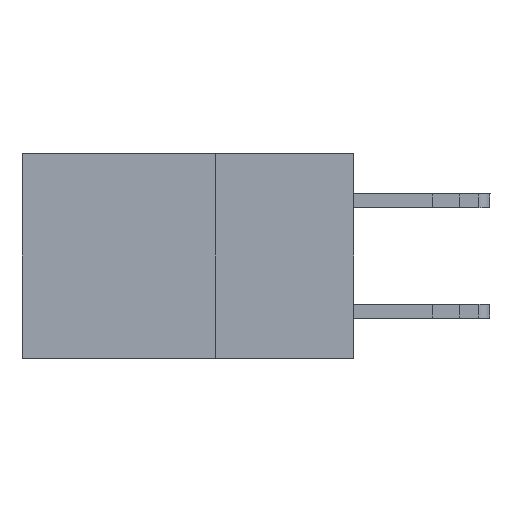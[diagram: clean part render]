
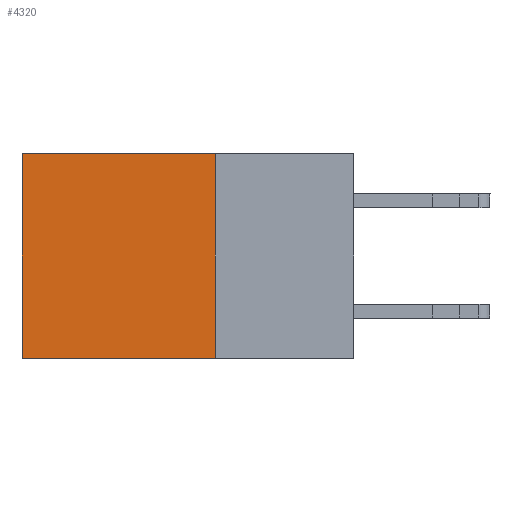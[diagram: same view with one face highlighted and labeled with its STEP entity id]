
A CAD part, left-side view. The second image highlights one B-rep face of the part: STEP entity #4320.
In plain terms, the highlighted planar face has unit normal (-1, 0, 0).
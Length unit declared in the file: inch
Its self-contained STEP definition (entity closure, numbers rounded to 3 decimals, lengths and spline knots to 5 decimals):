
#181 = CARTESIAN_POINT ( 'NONE',  ( 0.2875, 0.25, 0. ) ) ;
#593 = VERTEX_POINT ( 'NONE', #857 ) ;
#774 = VECTOR ( 'NONE', #2573, 39.37008 ) ;
#857 = CARTESIAN_POINT ( 'NONE',  ( 0.2875, 0.6, 0. ) ) ;
#2573 = DIRECTION ( 'NONE',  ( 0., 0., -1. ) ) ;
#4320 = ADVANCED_FACE ( 'NONE', ( #29800 ), #19713, .F. ) ;
#4749 = VECTOR ( 'NONE', #14150, 39.37008 ) ;
#4818 = CARTESIAN_POINT ( 'NONE',  ( 0.2875, 0.25, -0.37 ) ) ;
#5299 = VERTEX_POINT ( 'NONE', #19295 ) ;
#5413 = DIRECTION ( 'NONE',  ( 0., 0., -1. ) ) ;
#7278 = ORIENTED_EDGE ( 'NONE', *, *, #19125, .T. ) ;
#7800 = DIRECTION ( 'NONE',  ( 1., 0., 0. ) ) ;
#8206 = VECTOR ( 'NONE', #21129, 39.37008 ) ;
#9112 = CARTESIAN_POINT ( 'NONE',  ( 0.2875, 0.6, 0. ) ) ;
#9472 = ORIENTED_EDGE ( 'NONE', *, *, #18995, .T. ) ;
#10507 = EDGE_CURVE ( 'NONE', #17048, #20030, #13736, .T. ) ;
#13541 = LINE ( 'NONE', #181, #774 ) ;
#13736 = LINE ( 'NONE', #4818, #4749 ) ;
#14150 = DIRECTION ( 'NONE',  ( 0., 1., 0. ) ) ;
#14493 = ORIENTED_EDGE ( 'NONE', *, *, #10507, .F. ) ;
#14716 = EDGE_LOOP ( 'NONE', ( #7278, #14493, #25383, #9472 ) ) ;
#15674 = LINE ( 'NONE', #9112, #8206 ) ;
#16788 = VECTOR ( 'NONE', #25285, 39.37008 ) ;
#17048 = VERTEX_POINT ( 'NONE', #30189 ) ;
#17203 = CARTESIAN_POINT ( 'NONE',  ( 0.2875, 0.25, 0. ) ) ;
#18995 = EDGE_CURVE ( 'NONE', #5299, #593, #23162, .T. ) ;
#19125 = EDGE_CURVE ( 'NONE', #593, #20030, #15674, .T. ) ;
#19152 = CARTESIAN_POINT ( 'NONE',  ( 0.2875, 0.6, -0.37 ) ) ;
#19295 = CARTESIAN_POINT ( 'NONE',  ( 0.2875, 0.25, 0. ) ) ;
#19713 = PLANE ( 'NONE',  #25655 ) ;
#20030 = VERTEX_POINT ( 'NONE', #19152 ) ;
#21129 = DIRECTION ( 'NONE',  ( 0., 0., -1. ) ) ;
#22666 = CARTESIAN_POINT ( 'NONE',  ( 0.2875, 0.25, 0. ) ) ;
#23162 = LINE ( 'NONE', #22666, #16788 ) ;
#23560 = EDGE_CURVE ( 'NONE', #5299, #17048, #13541, .T. ) ;
#25285 = DIRECTION ( 'NONE',  ( 0., 1., 0. ) ) ;
#25383 = ORIENTED_EDGE ( 'NONE', *, *, #23560, .F. ) ;
#25655 = AXIS2_PLACEMENT_3D ( 'NONE', #17203, #7800, #5413 ) ;
#29800 = FACE_OUTER_BOUND ( 'NONE', #14716, .T. ) ;
#30189 = CARTESIAN_POINT ( 'NONE',  ( 0.2875, 0.25, -0.37 ) ) ;
